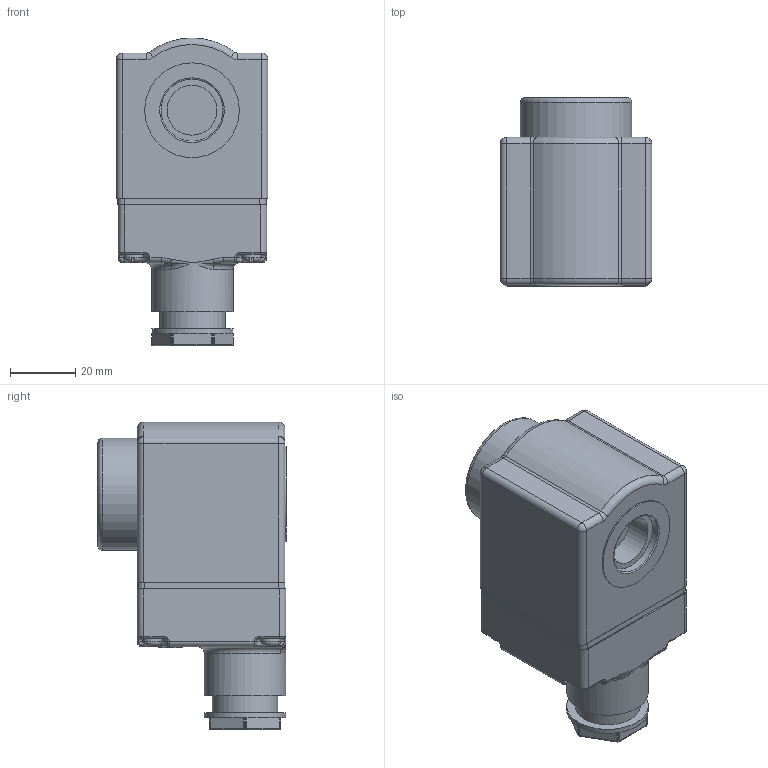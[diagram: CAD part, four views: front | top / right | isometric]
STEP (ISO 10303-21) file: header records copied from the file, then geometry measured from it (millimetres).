
FILE_DESCRIPTION((''),'2;1');
FILE_NAME('WEB018F6700.step','2015-10-09T16:31:22',(''),(''),'Autodesk Inventor 2012','Autodesk Inventor 2012','');
FILE_SCHEMA(('AUTOMOTIVE_DESIGN { 1 2 10303 214 0 1 1 1 }'));
Length unit declared in the file: millimetre
Products named in the file (1): WEB018F6700
Bounding box: 46.5 x 57.75 x 94.3 mm (x, y, z)
Volume: 151181.9 mm3; surface area: 27960.8 mm2
Topology: 1 solids, 10 shells, 738 faces, 1846 edges, 1153 vertices
Faces by surface type: cylinder 385, plane 239, torus 48, cone 36, sphere 24, bspline 6
Full cylindrical faces by diameter (mm): 3 x4, 3.1 x4, 3.5 x4, 3.9 x1, 4 x1, 4.1 x3, 4.8 x4, 6 x4, 7 x1, 9.8 x1, 9.82 x1, 13 x1, 13.02 x1, 14 x1, 14.05 x1, 14.5 x1, 15.2 x1, 15.22 x1, 15.3 x1, 18.3 x1, 18.45 x1, 19 x2, 20 x1, 25 x2, 29 x1, 34.3 x1, 34.7 x1
Entity records: 22532 total; most frequent: CARTESIAN_POINT 4512, DIRECTION 3918, ORIENTED_EDGE 3456, EDGE_CURVE 1728, AXIS2_PLACEMENT_3D 1587, VERTEX_POINT 1127, EDGE_LOOP 861, CIRCLE 854
